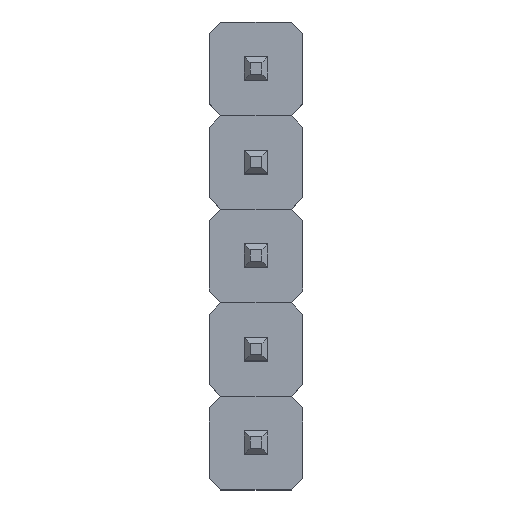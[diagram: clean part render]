
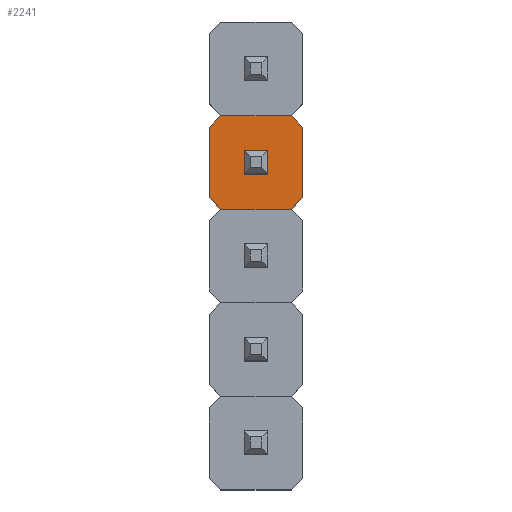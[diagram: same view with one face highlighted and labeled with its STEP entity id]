
A CAD part, top view. The second image highlights one B-rep face of the part: STEP entity #2241.
In plain terms, the highlighted planar face has unit normal (0, 0, 1).
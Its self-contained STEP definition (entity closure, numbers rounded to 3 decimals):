
#2071 = VERTEX_POINT('',#2072);
#2072 = CARTESIAN_POINT('',(1.27,-1.588,2.54));
#2078 = EDGE_CURVE('',#2071,#2079,#2081,.T.);
#2079 = VERTEX_POINT('',#2080);
#2080 = CARTESIAN_POINT('',(1.27,-3.493,2.54));
#2081 = LINE('',#2082,#2083);
#2082 = CARTESIAN_POINT('',(1.27,-1.27,2.54));
#2083 = VECTOR('',#2084,1.);
#2084 = DIRECTION('',(0.,-1.,0.));
#2199 = EDGE_CURVE('',#2071,#2200,#2202,.T.);
#2200 = VERTEX_POINT('',#2201);
#2201 = CARTESIAN_POINT('',(0.953,-1.27,2.54));
#2202 = LINE('',#2203,#2204);
#2203 = CARTESIAN_POINT('',(1.111,-1.429,2.54));
#2204 = VECTOR('',#2205,1.);
#2205 = DIRECTION('',(-0.707,0.707,0.));
#2223 = EDGE_CURVE('',#2079,#2224,#2226,.T.);
#2224 = VERTEX_POINT('',#2225);
#2225 = CARTESIAN_POINT('',(0.953,-3.81,2.54));
#2226 = LINE('',#2227,#2228);
#2227 = CARTESIAN_POINT('',(1.111,-3.651,2.54));
#2228 = VECTOR('',#2229,1.);
#2229 = DIRECTION('',(-0.707,-0.707,0.));
#2241 = ADVANCED_FACE('',(#2242,#2285),#2319,.F.);
#2242 = FACE_BOUND('',#2243,.F.);
#2243 = EDGE_LOOP('',(#2244,#2245,#2246,#2254,#2262,#2270,#2278,#2284));
#2244 = ORIENTED_EDGE('',*,*,#2078,.T.);
#2245 = ORIENTED_EDGE('',*,*,#2223,.T.);
#2246 = ORIENTED_EDGE('',*,*,#2247,.T.);
#2247 = EDGE_CURVE('',#2224,#2248,#2250,.T.);
#2248 = VERTEX_POINT('',#2249);
#2249 = CARTESIAN_POINT('',(-0.953,-3.81,2.54));
#2250 = LINE('',#2251,#2252);
#2251 = CARTESIAN_POINT('',(1.27,-3.81,2.54));
#2252 = VECTOR('',#2253,1.);
#2253 = DIRECTION('',(-1.,0.,0.));
#2254 = ORIENTED_EDGE('',*,*,#2255,.T.);
#2255 = EDGE_CURVE('',#2248,#2256,#2258,.T.);
#2256 = VERTEX_POINT('',#2257);
#2257 = CARTESIAN_POINT('',(-1.27,-3.493,2.54));
#2258 = LINE('',#2259,#2260);
#2259 = CARTESIAN_POINT('',(-1.111,-3.651,2.54));
#2260 = VECTOR('',#2261,1.);
#2261 = DIRECTION('',(-0.707,0.707,0.));
#2262 = ORIENTED_EDGE('',*,*,#2263,.T.);
#2263 = EDGE_CURVE('',#2256,#2264,#2266,.T.);
#2264 = VERTEX_POINT('',#2265);
#2265 = CARTESIAN_POINT('',(-1.27,-1.588,2.54));
#2266 = LINE('',#2267,#2268);
#2267 = CARTESIAN_POINT('',(-1.27,-3.81,2.54));
#2268 = VECTOR('',#2269,1.);
#2269 = DIRECTION('',(0.,1.,0.));
#2270 = ORIENTED_EDGE('',*,*,#2271,.T.);
#2271 = EDGE_CURVE('',#2264,#2272,#2274,.T.);
#2272 = VERTEX_POINT('',#2273);
#2273 = CARTESIAN_POINT('',(-0.953,-1.27,2.54));
#2274 = LINE('',#2275,#2276);
#2275 = CARTESIAN_POINT('',(-1.111,-1.429,2.54));
#2276 = VECTOR('',#2277,1.);
#2277 = DIRECTION('',(0.707,0.707,0.));
#2278 = ORIENTED_EDGE('',*,*,#2279,.T.);
#2279 = EDGE_CURVE('',#2272,#2200,#2280,.T.);
#2280 = LINE('',#2281,#2282);
#2281 = CARTESIAN_POINT('',(-1.27,-1.27,2.54));
#2282 = VECTOR('',#2283,1.);
#2283 = DIRECTION('',(1.,0.,0.));
#2284 = ORIENTED_EDGE('',*,*,#2199,.F.);
#2285 = FACE_BOUND('',#2286,.F.);
#2286 = EDGE_LOOP('',(#2287,#2297,#2305,#2313));
#2287 = ORIENTED_EDGE('',*,*,#2288,.F.);
#2288 = EDGE_CURVE('',#2289,#2291,#2293,.T.);
#2289 = VERTEX_POINT('',#2290);
#2290 = CARTESIAN_POINT('',(0.32,-2.22,2.54));
#2291 = VERTEX_POINT('',#2292);
#2292 = CARTESIAN_POINT('',(0.32,-2.86,2.54));
#2293 = LINE('',#2294,#2295);
#2294 = CARTESIAN_POINT('',(0.32,-2.38,2.54));
#2295 = VECTOR('',#2296,1.);
#2296 = DIRECTION('',(0.,-1.,0.));
#2297 = ORIENTED_EDGE('',*,*,#2298,.F.);
#2298 = EDGE_CURVE('',#2299,#2289,#2301,.T.);
#2299 = VERTEX_POINT('',#2300);
#2300 = CARTESIAN_POINT('',(-0.32,-2.22,2.54));
#2301 = LINE('',#2302,#2303);
#2302 = CARTESIAN_POINT('',(-0.16,-2.22,2.54));
#2303 = VECTOR('',#2304,1.);
#2304 = DIRECTION('',(1.,0.,0.));
#2305 = ORIENTED_EDGE('',*,*,#2306,.F.);
#2306 = EDGE_CURVE('',#2307,#2299,#2309,.T.);
#2307 = VERTEX_POINT('',#2308);
#2308 = CARTESIAN_POINT('',(-0.32,-2.86,2.54));
#2309 = LINE('',#2310,#2311);
#2310 = CARTESIAN_POINT('',(-0.32,-2.7,2.54));
#2311 = VECTOR('',#2312,1.);
#2312 = DIRECTION('',(0.,1.,0.));
#2313 = ORIENTED_EDGE('',*,*,#2314,.F.);
#2314 = EDGE_CURVE('',#2291,#2307,#2315,.T.);
#2315 = LINE('',#2316,#2317);
#2316 = CARTESIAN_POINT('',(0.16,-2.86,2.54));
#2317 = VECTOR('',#2318,1.);
#2318 = DIRECTION('',(-1.,0.,0.));
#2319 = PLANE('',#2320);
#2320 = AXIS2_PLACEMENT_3D('',#2321,#2322,#2323);
#2321 = CARTESIAN_POINT('',(0.,-2.54,2.54));
#2322 = DIRECTION('',(0.,0.,-1.));
#2323 = DIRECTION('',(0.,1.,0.));
